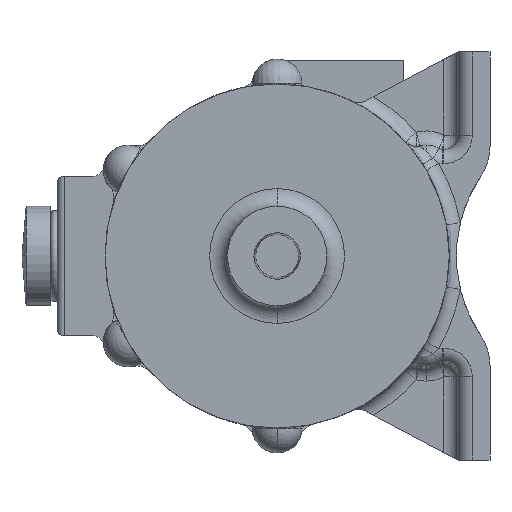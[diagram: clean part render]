
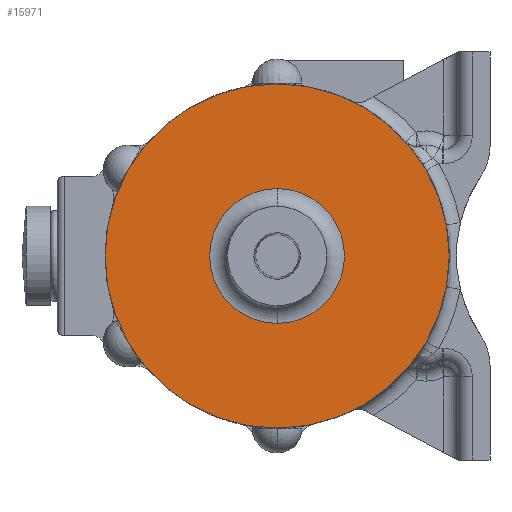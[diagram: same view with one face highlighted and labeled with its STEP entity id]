
A CAD part, left-side view. The second image highlights one B-rep face of the part: STEP entity #15971.
In plain terms, the highlighted planar face has unit normal (-1, 0, 0).
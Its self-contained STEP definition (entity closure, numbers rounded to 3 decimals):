
#740 = EDGE_CURVE ( 'NONE', #6475, #12553, #9427, .T. ) ;
#1072 = VERTEX_POINT ( 'NONE', #3823 ) ;
#1925 = DIRECTION ( 'NONE',  ( 0., 0., 1. ) ) ;
#3692 = ORIENTED_EDGE ( 'NONE', *, *, #740, .T. ) ;
#3823 = CARTESIAN_POINT ( 'NONE',  ( -66.5, 0., -48.5 ) ) ;
#3975 = CARTESIAN_POINT ( 'NONE',  ( -66.5, 0., 0. ) ) ;
#4067 = DIRECTION ( 'NONE',  ( -1., 0., 0. ) ) ;
#4352 = DIRECTION ( 'NONE',  ( 0., 0., -1. ) ) ;
#4640 = CARTESIAN_POINT ( 'NONE',  ( -66.5, 0., -19. ) ) ;
#4968 = EDGE_LOOP ( 'NONE', ( #3692, #22485 ) ) ;
#5660 = PLANE ( 'NONE',  #22519 ) ;
#6475 = VERTEX_POINT ( 'NONE', #4640 ) ;
#7444 = CARTESIAN_POINT ( 'NONE',  ( -66.5, 14., 0. ) ) ;
#7458 = EDGE_CURVE ( 'NONE', #1072, #13171, #16985, .T. ) ;
#7824 = CARTESIAN_POINT ( 'NONE',  ( -66.5, 0., 0. ) ) ;
#8274 = AXIS2_PLACEMENT_3D ( 'NONE', #7824, #17046, #17167 ) ;
#9157 = CARTESIAN_POINT ( 'NONE',  ( -66.5, 0., 0. ) ) ;
#9427 = CIRCLE ( 'NONE', #13959, 19. ) ;
#12553 = VERTEX_POINT ( 'NONE', #19288 ) ;
#12829 = DIRECTION ( 'NONE',  ( 1., 0., 0. ) ) ;
#13129 = FACE_OUTER_BOUND ( 'NONE', #16213, .T. ) ;
#13171 = VERTEX_POINT ( 'NONE', #19211 ) ;
#13959 = AXIS2_PLACEMENT_3D ( 'NONE', #3975, #21755, #21981 ) ;
#14611 = DIRECTION ( 'NONE',  ( 0., 0., -1. ) ) ;
#15971 = ADVANCED_FACE ( 'NONE', ( #20471, #13129 ), #5660, .F. ) ;
#16146 = EDGE_CURVE ( 'NONE', #12553, #6475, #18002, .T. ) ;
#16213 = EDGE_LOOP ( 'NONE', ( #17332, #17964 ) ) ;
#16519 = CIRCLE ( 'NONE', #21828, 48.5 ) ;
#16985 = CIRCLE ( 'NONE', #8274, 48.5 ) ;
#17046 = DIRECTION ( 'NONE',  ( -1., 0., 0. ) ) ;
#17167 = DIRECTION ( 'NONE',  ( 0., 0., 1. ) ) ;
#17332 = ORIENTED_EDGE ( 'NONE', *, *, #17504, .T. ) ;
#17504 = EDGE_CURVE ( 'NONE', #13171, #1072, #16519, .T. ) ;
#17964 = ORIENTED_EDGE ( 'NONE', *, *, #7458, .T. ) ;
#18002 = CIRCLE ( 'NONE', #18747, 19. ) ;
#18747 = AXIS2_PLACEMENT_3D ( 'NONE', #9157, #12829, #14611 ) ;
#19211 = CARTESIAN_POINT ( 'NONE',  ( -66.5, 0., 48.5 ) ) ;
#19288 = CARTESIAN_POINT ( 'NONE',  ( -66.5, 0., 19. ) ) ;
#19954 = CARTESIAN_POINT ( 'NONE',  ( -66.5, 0., 0. ) ) ;
#20471 = FACE_BOUND ( 'NONE', #4968, .T. ) ;
#21755 = DIRECTION ( 'NONE',  ( 1., 0., 0. ) ) ;
#21828 = AXIS2_PLACEMENT_3D ( 'NONE', #19954, #4067, #1925 ) ;
#21981 = DIRECTION ( 'NONE',  ( 0., 0., -1. ) ) ;
#22009 = DIRECTION ( 'NONE',  ( 1., 0., 0. ) ) ;
#22485 = ORIENTED_EDGE ( 'NONE', *, *, #16146, .T. ) ;
#22519 = AXIS2_PLACEMENT_3D ( 'NONE', #7444, #22009, #4352 ) ;
